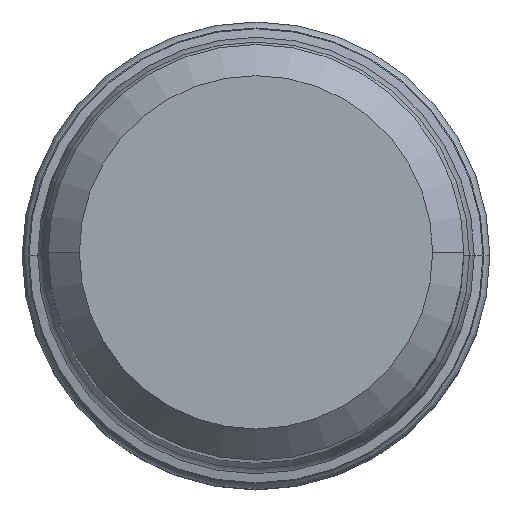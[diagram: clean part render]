
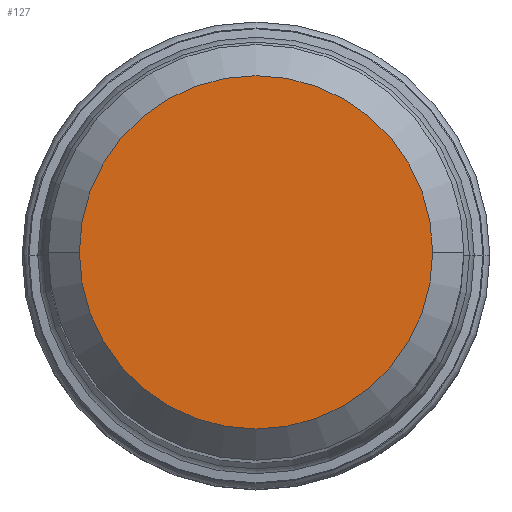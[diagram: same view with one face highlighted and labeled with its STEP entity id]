
A CAD part, top view. The second image highlights one B-rep face of the part: STEP entity #127.
In plain terms, the highlighted planar face has unit normal (0, 0, 1).
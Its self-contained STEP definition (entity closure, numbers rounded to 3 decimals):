
#84=PLANE('',#1159);
#127=ADVANCED_FACE('',(#192),#84,.F.);
#192=FACE_OUTER_BOUND('',#248,.T.);
#248=EDGE_LOOP('',(#383,#384,#385,#386));
#383=ORIENTED_EDGE('',*,*,#695,.F.);
#384=ORIENTED_EDGE('',*,*,#694,.F.);
#385=ORIENTED_EDGE('',*,*,#696,.F.);
#386=ORIENTED_EDGE('',*,*,#697,.F.);
#595=VERTEX_POINT('',#1805);
#596=VERTEX_POINT('',#1807);
#597=VERTEX_POINT('',#1809);
#598=VERTEX_POINT('',#1813);
#694=EDGE_CURVE('',#596,#597,#868,.T.);
#695=EDGE_CURVE('',#597,#595,#869,.T.);
#696=EDGE_CURVE('',#598,#596,#870,.T.);
#697=EDGE_CURVE('',#595,#598,#871,.T.);
#868=CIRCLE('',#1154,6.8);
#869=CIRCLE('',#1155,6.8);
#870=CIRCLE('',#1157,6.8);
#871=CIRCLE('',#1158,6.8);
#1154=AXIS2_PLACEMENT_3D('',#1808,#1387,#1388);
#1155=AXIS2_PLACEMENT_3D('',#1810,#1389,#1390);
#1157=AXIS2_PLACEMENT_3D('',#1812,#1393,#1394);
#1158=AXIS2_PLACEMENT_3D('',#1814,#1395,#1396);
#1159=AXIS2_PLACEMENT_3D('',#1815,#1397,#1398);
#1387=DIRECTION('',(0.,0.,-1.));
#1388=DIRECTION('',(-1.,0.,0.));
#1389=DIRECTION('',(0.,0.,-1.));
#1390=DIRECTION('',(0.,1.,0.));
#1393=DIRECTION('',(0.,0.,-1.));
#1394=DIRECTION('',(0.,-1.,0.));
#1395=DIRECTION('',(0.,0.,-1.));
#1396=DIRECTION('',(1.,0.,0.));
#1397=DIRECTION('',(0.,0.,-1.));
#1398=DIRECTION('',(-1.,0.,0.));
#1805=CARTESIAN_POINT('',(6.8,0.,0.));
#1807=CARTESIAN_POINT('',(-6.8,0.,0.));
#1808=CARTESIAN_POINT('',(0.,0.,0.));
#1809=CARTESIAN_POINT('',(0.,6.8,0.));
#1810=CARTESIAN_POINT('',(0.,0.,0.));
#1812=CARTESIAN_POINT('',(0.,0.,0.));
#1813=CARTESIAN_POINT('',(0.,-6.8,0.));
#1814=CARTESIAN_POINT('',(0.,0.,0.));
#1815=CARTESIAN_POINT('',(0.,0.,0.));
